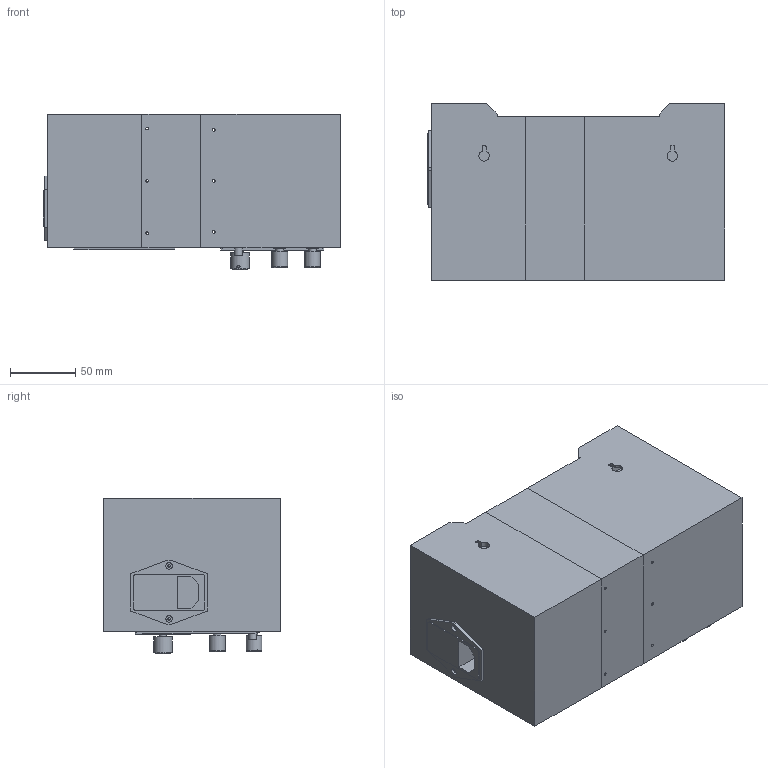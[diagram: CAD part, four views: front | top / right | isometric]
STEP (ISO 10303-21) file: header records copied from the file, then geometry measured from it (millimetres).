
FILE_DESCRIPTION(/* description */ (''),/* implementation_level */ '2;1');
FILE_NAME(/* name */ 'POWER SUPPLY v15.step',/* time_stamp */ '2024-07-21T10:22:49+05:30',/* author */ (''),/* organization */ (''),/* preprocessor_version */ 'ST-DEVELOPER v20',/* originating_system */ 'Autodesk Translation Framework v13.14.0.145',/* authorisation */ '');
FILE_SCHEMA (('AUTOMOTIVE_DESIGN { 1 0 10303 214 3 1 1 }'));
Length unit declared in the file: millimetre
Products named in the file (8): POWER SUPPLY; ZK-4KX; connectors; ac plug socket; PCB; PART2; PART1; SW
Assembly tree (7 placements, depth 2):
  POWER SUPPLY
    ZK-4KX
    connectors
    ac plug socket
    PCB
    PART2
    PART1
    SW
Bounding box: 227.39 x 135 x 119 mm (x, y, z)
Volume: 523297 mm3; surface area: 324373.2 mm2
Topology: 15 solids, 15 shells, 508 faces, 1322 edges, 872 vertices
Faces by surface type: plane 374, cylinder 117, cone 10, torus 6, bspline 1
Full cylindrical faces by diameter (mm): 1.8 x8, 2 x26, 4 x6, 5 x3, 5.8 x9, 6.8 x1, 7.8 x4, 8 x1, 8.2 x8, 12 x4, 14 x1
Entity records: 15962 total; most frequent: CARTESIAN_POINT 2793, ORIENTED_EDGE 2644, DIRECTION 2640, EDGE_CURVE 1322, LINE 1016, VECTOR 1016, VERTEX_POINT 872, AXIS2_PLACEMENT_3D 812
